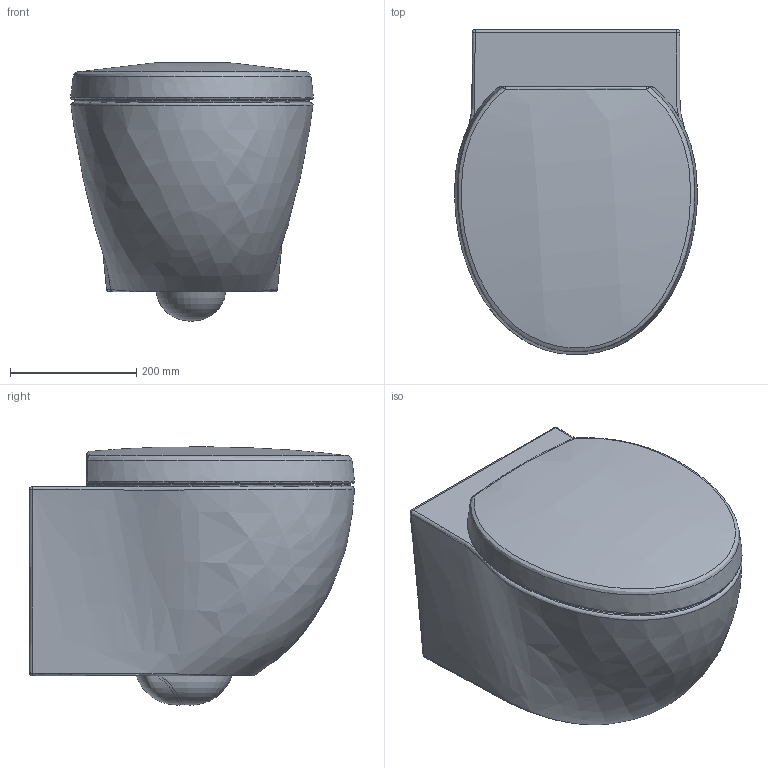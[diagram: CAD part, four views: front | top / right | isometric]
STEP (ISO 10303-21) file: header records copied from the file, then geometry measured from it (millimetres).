
FILE_DESCRIPTION(/* description */ (''),/* implementation_level */ '2;1');
FILE_NAME(/* name */ '563510-Rework-from-Scan.stp',/* time_stamp */ '2022-01-10T17:40:14+01:00',/* author */ (''),/* organization */ (''),/* preprocessor_version */ 'ST-DEVELOPER v18.1',/* originating_system */ 'SIEMENS PLM Software NX 1973',/* authorisation */ '');
FILE_SCHEMA (('AUTOMOTIVE_DESIGN { 1 0 10303 214 3 1 1 1 }'));
Length unit declared in the file: millimetre
Products named in the file (1): koeb2FB4B866i67l
Bounding box: 384.08 x 514.58 x 408.64 mm (x, y, z)
Volume: 48024142.9 mm3; surface area: 1018883.9 mm2
Topology: 2 solids, 2 shells, 51 faces, 131 edges, 77 vertices
Faces by surface type: bspline 32, extrusion 8, plane 5, sphere 4, cylinder 2
Entity records: 6068 total; most frequent: CARTESIAN_POINT 5109, ORIENTED_EDGE 238, EDGE_CURVE 119, DIRECTION 102, B_SPLINE_CURVE_WITH_KNOTS 86, VERTEX_POINT 75, EDGE_LOOP 52, ADVANCED_FACE 51
